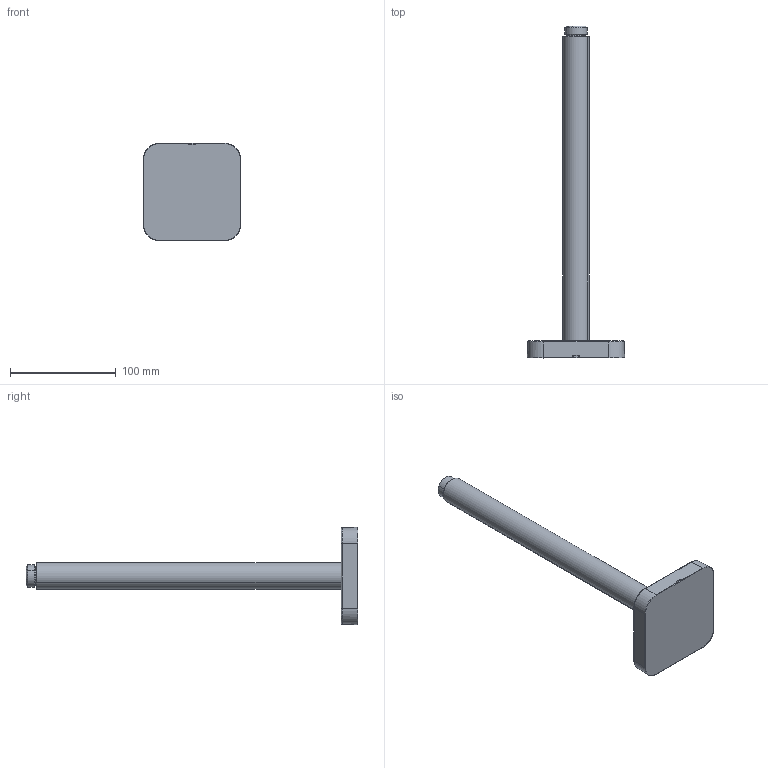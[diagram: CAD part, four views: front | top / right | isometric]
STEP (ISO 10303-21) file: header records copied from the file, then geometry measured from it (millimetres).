
FILE_DESCRIPTION(('CAx-IF Rec.Pracs.---Model Styling and Organization---1.2---2011-12-15','CAx-IF Rec.Pracs.---Geometric and Assembly Validation Properties---4.1---2014-06-16','CAx-IF Rec.Pracs.---PMI Polyline Presentation---2.0---2013-05-24'),'2;1');
FILE_NAME('1000155097_PPR_000.stp','2021-08-31T08:20:01+02:00',(''),(''),'STEP Interface 4.3 by CT CoreTechnologie','3D_Evolution4.3 by CT CoreTechnologie','');
FILE_SCHEMA(('AP203_CONFIGURATION_CONTROLLED_3D_DESIGN_OF_MECHANICAL_PARTS_AND_ASSEMBLIES_MIM_LF'));
Length unit declared in the file: millimetre
Products named in the file (4): P_2 AX Deckenanschluss 300mm softcube 1000155097_PPR_000_A0; P_2 Rosette Softcube Brausearm 1000155094_PPA_000_A0; P_2 Nippel Brausearm KB Royal 1000111919_PPA_000_A0; P_2 Rohr Decke KB Royal 1000111918_PPA_000_A0
Assembly tree (3 placements, depth 2):
  P_2 AX Deckenanschluss 300mm softcube 1000155097_PPR_000_A0
    P_2 Rosette Softcube Brausearm 1000155094_PPA_000_A0
    P_2 Nippel Brausearm KB Royal 1000111919_PPA_000_A0
    P_2 Rohr Decke KB Royal 1000111918_PPA_000_A0
Bounding box: 91.99 x 314 x 91.99 mm (x, y, z)
Volume: 278776.3 mm3; surface area: 48083.5 mm2
Topology: 3 solids, 4 shells, 86 faces, 188 edges, 110 vertices
Faces by surface type: cylinder 32, bspline 30, plane 24
Entity records: 5860 total; most frequent: CARTESIAN_POINT 2696, DIRECTION 408, ORIENTED_EDGE 372, EDGE_CURVE 186, AXIS2_PLACEMENT_3D 162, VERTEX_POINT 110, CIRCLE 102, EDGE_LOOP 88
